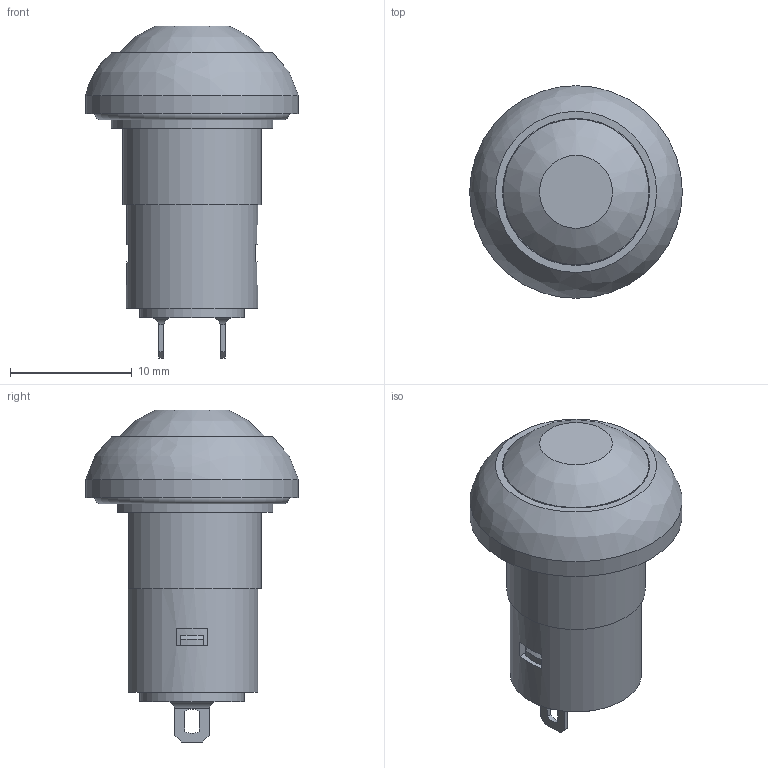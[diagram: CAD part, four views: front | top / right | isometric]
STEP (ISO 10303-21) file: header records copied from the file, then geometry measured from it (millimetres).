
FILE_DESCRIPTION((' '),'2;1');
FILE_NAME('RP8200B2M1CEBLKxxxNIL.stp','2017-07-27T10:01:12',(' '),(' '),' ','ACIS',' ');
FILE_SCHEMA(('CONFIG_CONTROL_DESIGN'));
Length unit declared in the file: inch
Products named in the file (1): RP8200B2M1CEBLKxxxNIL.stp
Bounding box: 17.5 x 17.5 x 27.32 mm (x, y, z)
Volume: 2151.9 mm3; surface area: 2877.8 mm2
Topology: 1 solids, 1 shells, 190 faces, 502 edges, 327 vertices
Faces by surface type: plane 121, cylinder 53, cone 12, bspline 3, torus 1
Full cylindrical faces by diameter (mm): 2.2 x1, 2.6 x1, 4 x1, 4.95 x1, 5.6 x1, 7 x1, 7.2 x1, 8.6 x2, 9 x2, 9.5 x1, 10 x1, 11.6 x1, 12 x1, 12.1 x1, 17.5 x1
Entity records: 5903 total; most frequent: CARTESIAN_POINT 1095, DIRECTION 988, ORIENTED_EDGE 944, EDGE_CURVE 472, AXIS2_PLACEMENT_3D 344, VERTEX_POINT 322, VECTOR 300, LINE 300
